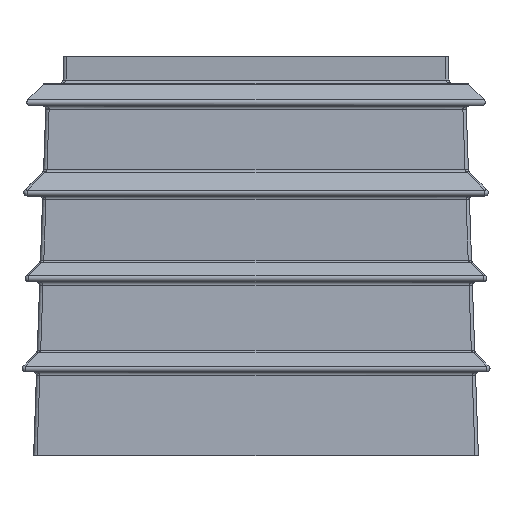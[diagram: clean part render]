
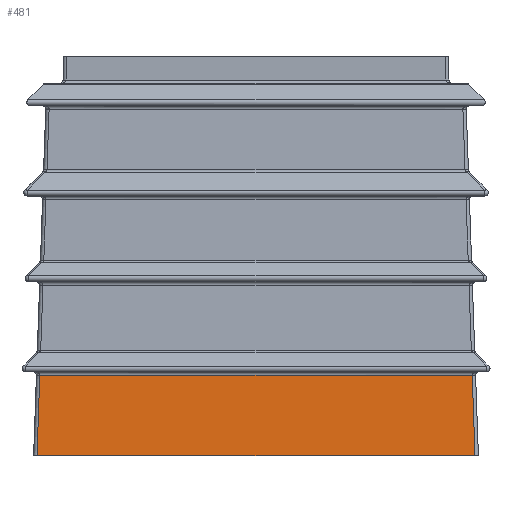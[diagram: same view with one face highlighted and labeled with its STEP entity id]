
A CAD part, left-side view. The second image highlights one B-rep face of the part: STEP entity #481.
In plain terms, the highlighted planar face has unit normal (-0.999, 0, 0.035).
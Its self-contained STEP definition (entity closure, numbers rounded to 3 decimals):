
#461=AXIS2_PLACEMENT_3D('Plane Axis2P3D',#458,#459,#460) ;
#91=CARTESIAN_POINT('Vertex',(0.515,20.079,0.)) ;
#94=CARTESIAN_POINT('Line Origine',(0.978,19.616,13.262)) ;
#98=CARTESIAN_POINT('Vertex',(0.639,19.954,3.561)) ;
#178=CARTESIAN_POINT('Vertex',(0.515,0.665,0.)) ;
#181=CARTESIAN_POINT('Line Origine',(0.515,10.372,0.)) ;
#458=CARTESIAN_POINT('Axis2P3D Location',(0.639,21.372,3.557)) ;
#463=CARTESIAN_POINT('Line Origine',(0.639,10.372,3.561)) ;
#467=CARTESIAN_POINT('Vertex',(0.639,0.789,3.561)) ;
#470=CARTESIAN_POINT('Line Origine',(0.577,0.727,1.78)) ;
#95=DIRECTION('Vector Direction',(-0.035,0.035,-0.999)) ;
#182=DIRECTION('Vector Direction',(0.,-1.,0.)) ;
#459=DIRECTION('Axis2P3D Direction',(-0.999,0.,0.035)) ;
#460=DIRECTION('Axis2P3D XDirection',(-0.035,0.,-0.999)) ;
#464=DIRECTION('Vector Direction',(0.,-1.,0.)) ;
#471=DIRECTION('Vector Direction',(0.035,0.035,0.999)) ;
#96=VECTOR('Line Direction',#95,1.) ;
#183=VECTOR('Line Direction',#182,1.) ;
#465=VECTOR('Line Direction',#464,1.) ;
#472=VECTOR('Line Direction',#471,1.) ;
#476=ORIENTED_EDGE('',*,*,#469,.F.) ;
#477=ORIENTED_EDGE('',*,*,#100,.T.) ;
#478=ORIENTED_EDGE('',*,*,#185,.T.) ;
#479=ORIENTED_EDGE('',*,*,#474,.T.) ;
#481=ADVANCED_FACE('MANIFOLD_SOLID_BREP #40',(#480),#462,.T.) ;
#100=EDGE_CURVE('',#99,#92,#97,.T.) ;
#185=EDGE_CURVE('',#92,#179,#184,.T.) ;
#469=EDGE_CURVE('',#99,#468,#466,.T.) ;
#474=EDGE_CURVE('',#179,#468,#473,.T.) ;
#475=EDGE_LOOP('',(#476,#477,#478,#479)) ;
#480=FACE_OUTER_BOUND('',#475,.T.) ;
#97=LINE('Line',#94,#96) ;
#184=LINE('Line',#181,#183) ;
#466=LINE('Line',#463,#465) ;
#473=LINE('Line',#470,#472) ;
#462=PLANE('',#461) ;
#92=VERTEX_POINT('',#91) ;
#99=VERTEX_POINT('',#98) ;
#179=VERTEX_POINT('',#178) ;
#468=VERTEX_POINT('',#467) ;
